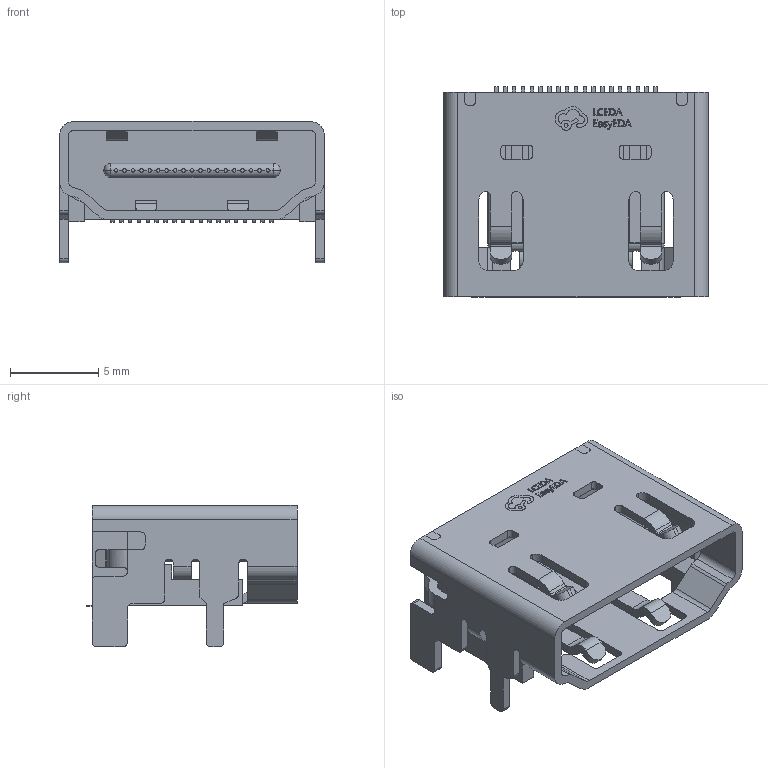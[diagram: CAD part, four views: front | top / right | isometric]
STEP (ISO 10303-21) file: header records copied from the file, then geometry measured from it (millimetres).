
FILE_DESCRIPTION (( 'STEP AP214' ), '1' );
FILE_NAME ('HDMI-SMD_HDMI-019S.step', '2022-06-24T03:59:40', ( '' ), ( '' ), 'SwSTEP 2.0', 'SolidWorks 2020', '' );
FILE_SCHEMA (( 'AUTOMOTIVE_DESIGN' ));
Length unit declared in the file: millimetre
Products named in the file (1): HDMI-SMD_HDMI-019S
Bounding box: 15 x 11.9 x 8.01 mm (x, y, z)
Volume: 392.2 mm3; surface area: 1308.4 mm2
Topology: 22 solids, 22 shells, 1061 faces, 2762 edges, 1762 vertices
Faces by surface type: plane 708, cylinder 237, bspline 112, sphere 4
Entity records: 46234 total; most frequent: CARTESIAN_POINT 8960, ORIENTED_EDGE 5516, DIRECTION 4784, EDGE_CURVE 2758, VECTOR 2016, LINE 2016, VERTEX_POINT 1762, AXIS2_PLACEMENT_3D 1384
